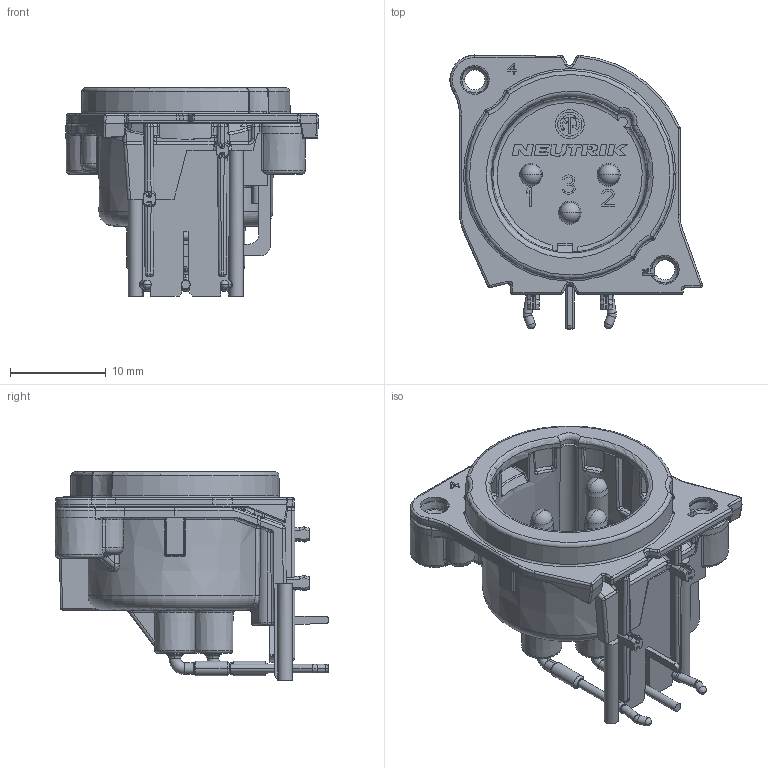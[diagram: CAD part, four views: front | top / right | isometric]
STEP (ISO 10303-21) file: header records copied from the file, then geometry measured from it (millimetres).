
FILE_DESCRIPTION((''),'2;1');
FILE_NAME('30010215','2023-02-07T16:21:31',('SYSTEM'),(''),'CREO PARAMETRIC BY PTC INC, 2021184','CREO PARAMETRIC BY PTC INC, 2021184','');
FILE_SCHEMA(('CONFIG_CONTROL_DESIGN'));
Products named in the file (1): 30010215
Bounding box: 26.3 x 28.56 x 21.7 mm (x, y, z)
Volume: 2628.8 mm3; surface area: 4788 mm2
Topology: 1 solids, 2 shells, 1619 faces, 4065 edges, 2427 vertices
Faces by surface type: plane 513, cylinder 396, bspline 299, torus 172, sphere 107, cone 103, extrusion 29
Entity records: 58283 total; most frequent: CARTESIAN_POINT 21927, ORIENTED_EDGE 8098, DIRECTION 6984, EDGE_CURVE 4049, AXIS2_PLACEMENT_3D 2606, VERTEX_POINT 2427, VECTOR 1772, LINE 1743
